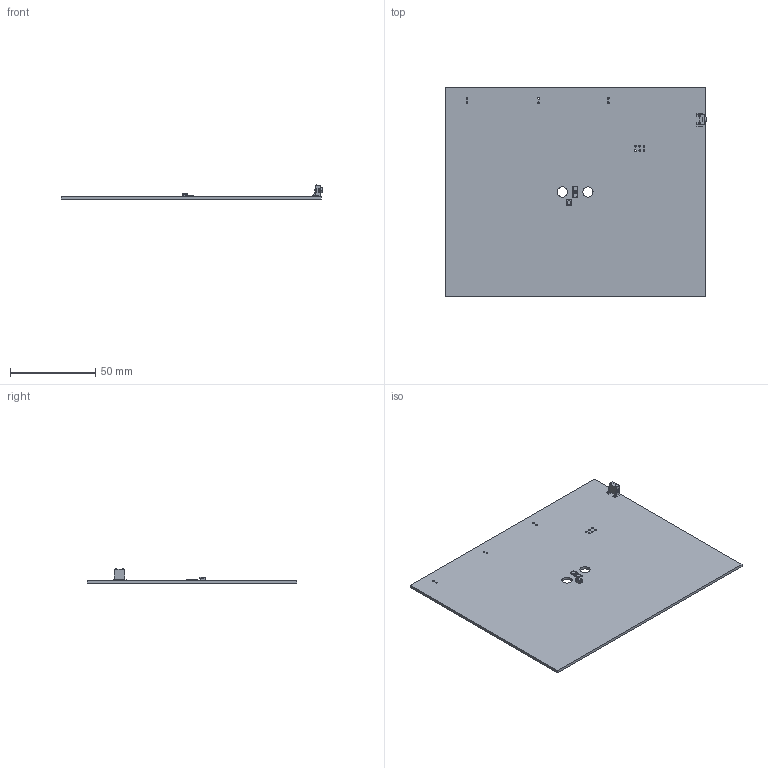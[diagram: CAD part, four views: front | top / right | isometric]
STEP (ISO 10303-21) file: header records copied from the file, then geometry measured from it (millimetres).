
FILE_DESCRIPTION(('KiCad electronic assembly'),'2;1');
FILE_NAME('solar_lantern.step','2021-12-10T16:00:02',('Pcbnew'),('Kicad' ),'Open CASCADE STEP processor 7.5','KiCad to STEP converter', 'Unknown');
FILE_SCHEMA(('AUTOMOTIVE_DESIGN { 1 0 10303 214 1 1 1 1 }'));
Length unit declared in the file: millimetre
Products named in the file (8): solar_lantern 1; LUXEON 3030 2D Round LES; SOLID; CLA1B-MKW-XD0E0E73; COMPOUND; c-1571407-2-j-3d; solar_lantern PCB
Assembly tree (8 placements, depth 3):
  solar_lantern 1
    LUXEON 3030 2D Round LES  x2
      SOLID
    CLA1B-MKW-XD0E0E73
      COMPOUND
    c-1571407-2-j-3d
      SOLID
    solar_lantern PCB
Bounding box: 154 x 123 x 8.35 mm (x, y, z)
Volume: 30134.3 mm3; surface area: 38878.1 mm2
Topology: 10 solids, 10 shells, 280 faces, 764 edges, 540 vertices
Faces by surface type: bspline 260, cylinder 14, plane 6
Full cylindrical faces by diameter (mm): 1 x12, 6 x2
Entity records: 15779 total; most frequent: CARTESIAN_POINT 6215, B_SPLINE_CURVE_WITH_KNOTS 1704, ORIENTED_EDGE 1376, PCURVE 1376, DEFINITIONAL_REPRESENTATION 1376, EDGE_CURVE 688, SURFACE_CURVE 674, VERTEX_POINT 470
